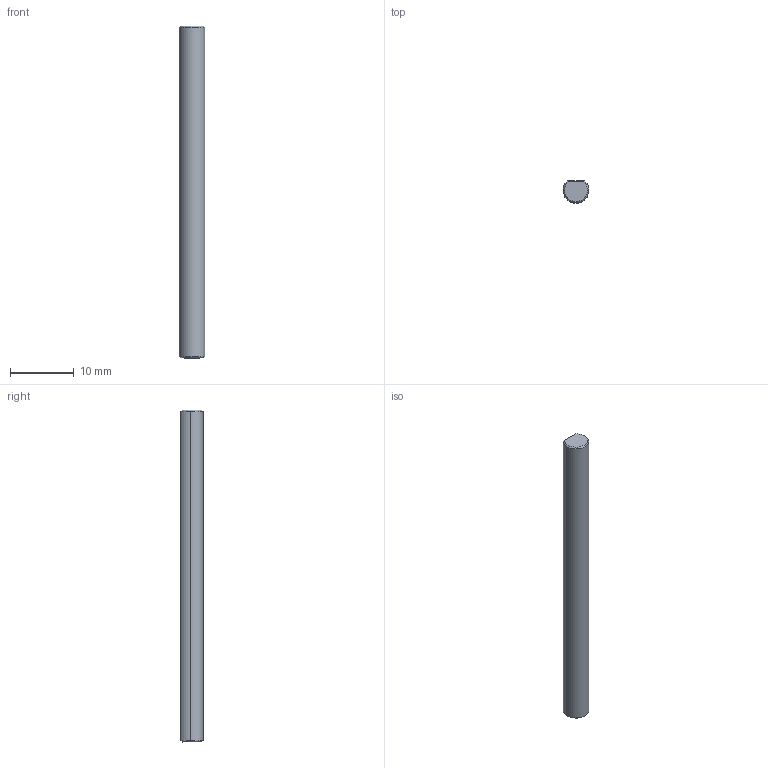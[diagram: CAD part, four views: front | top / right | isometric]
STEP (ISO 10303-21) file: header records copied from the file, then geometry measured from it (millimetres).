
FILE_DESCRIPTION (( 'STEP AP214' ), '1' );
FILE_NAME ('10-0052.step', '2020-04-06T07:10:45', ( '' ), ( '' ), 'SwSTEP 2.0', 'SolidWorks 2020', '' );
FILE_SCHEMA (( 'AUTOMOTIVE_DESIGN' ));
Length unit declared in the file: millimetre
Products named in the file (1): 10-0052
Bounding box: 4 x 3.5 x 52 mm (x, y, z)
Volume: 605.8 mm3; surface area: 661 mm2
Topology: 1 solids, 1 shells, 12 faces, 24 edges, 14 vertices
Faces by surface type: plane 5, cone 4, cylinder 3
Entity records: 348 total; most frequent: CARTESIAN_POINT 63, DIRECTION 56, ORIENTED_EDGE 48, EDGE_CURVE 24, AXIS2_PLACEMENT_3D 23, VERTEX_POINT 14, ADVANCED_FACE 12, EDGE_LOOP 12
